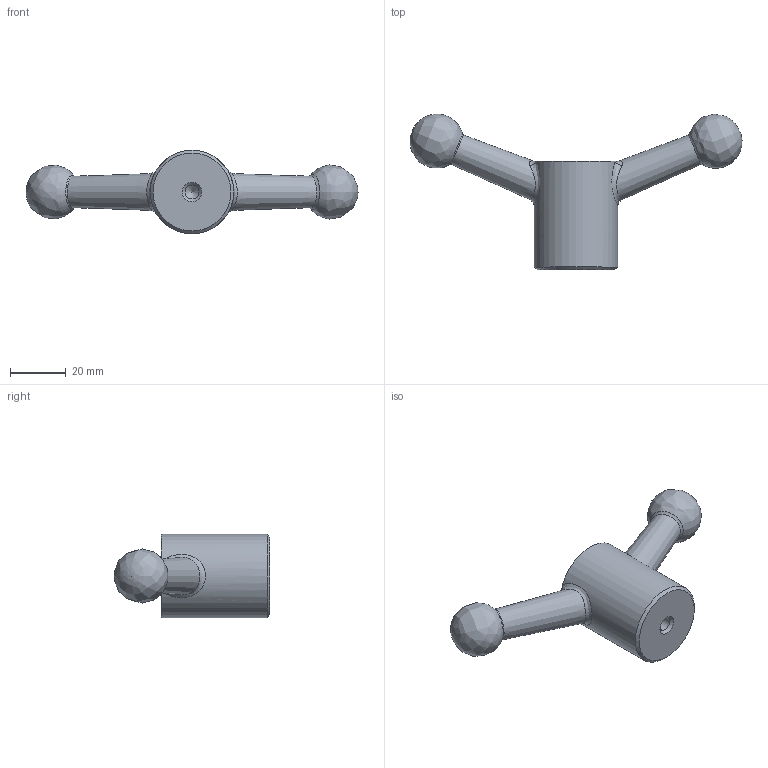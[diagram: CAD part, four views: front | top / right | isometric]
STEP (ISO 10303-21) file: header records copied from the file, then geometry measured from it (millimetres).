
FILE_DESCRIPTION(/* description */ (''),/* implementation_level */ '2;1');
FILE_NAME(/* name */ 'SH50C.dxf',/* time_stamp */ '2012-11-23T16:53:47+08:00',/* author */ (''),/* organization */ (''),/* preprocessor_version */ 'ST-DEVELOPER v9',/* originating_system */ 'UGS - NX 4.0',/* authorisation */ '');
FILE_SCHEMA (('CONFIG_CONTROL_DESIGN'));
Length unit declared in the file: millimetre
Products named in the file (1): AdmiC32Exnde
Bounding box: 119.37 x 56 x 30 mm (x, y, z)
Volume: 42316.1 mm3; surface area: 9343.6 mm2
Topology: 1 solids, 1 shells, 20 faces, 50 edges, 26 vertices
Faces by surface type: bspline 8, cone 5, cylinder 3, plane 2, torus 2
Full cylindrical faces by diameter (mm): 5 x1, 12.923 x1, 30 x1
Entity records: 876 total; most frequent: CARTESIAN_POINT 463, DIRECTION 60, ORIENTED_EDGE 56, EDGE_LOOP 30, AXIS2_PLACEMENT_3D 30, EDGE_CURVE 28, VERTEX_POINT 23, ADVANCED_FACE 20
